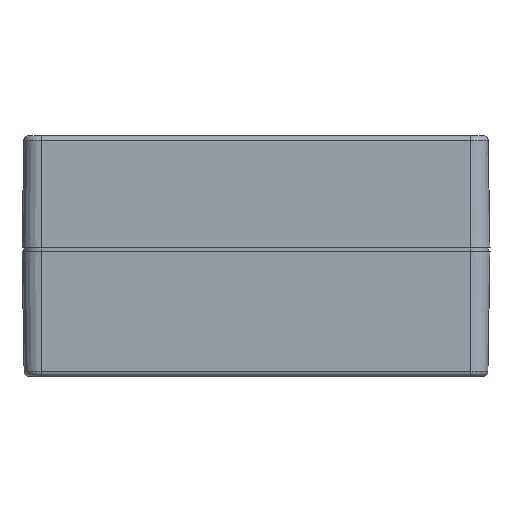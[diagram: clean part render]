
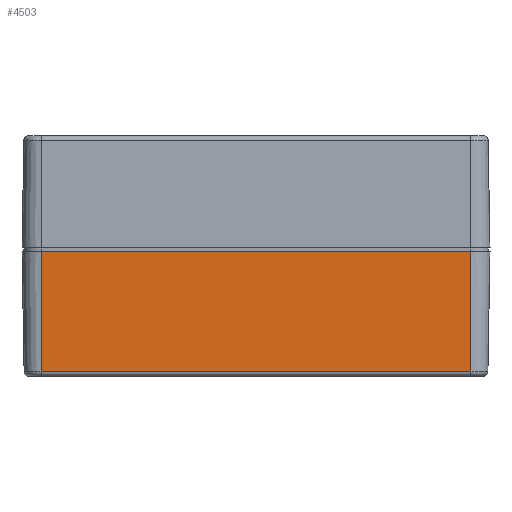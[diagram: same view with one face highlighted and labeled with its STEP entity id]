
A CAD part, front view. The second image highlights one B-rep face of the part: STEP entity #4503.
In plain terms, the highlighted planar face has unit normal (0, -1, -0.018).
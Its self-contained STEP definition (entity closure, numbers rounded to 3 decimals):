
#4244 = VERTEX_POINT ( 'NONE', #14899 ) ;
#4247 = EDGE_CURVE ( 'NONE', #4248, #4244, #14959, .T. ) ;
#4248 = VERTEX_POINT ( 'NONE', #14955 ) ;
#4260 = VERTEX_POINT ( 'NONE', #14937 ) ;
#4262 = EDGE_CURVE ( 'NONE', #4283, #4260, #14936, .T. ) ;
#4270 = EDGE_CURVE ( 'NONE', #4244, #4283, #14981, .T. ) ;
#4283 = VERTEX_POINT ( 'NONE', #14960 ) ;
#4503 = ADVANCED_FACE ( 'NONE', ( #15369 ), #15368, .T. ) ;
#4504 = EDGE_LOOP ( 'NONE', ( #4505, #4506, #4507, #4509 ) ) ;
#4505 = ORIENTED_EDGE ( 'NONE', *, *, #4270, .T. ) ;
#4506 = ORIENTED_EDGE ( 'NONE', *, *, #4262, .T. ) ;
#4507 = ORIENTED_EDGE ( 'NONE', *, *, #4508, .F. ) ;
#4508 = EDGE_CURVE ( 'NONE', #4248, #4260, #15363, .T. ) ;
#4509 = ORIENTED_EDGE ( 'NONE', *, *, #4247, .T. ) ;
#14899 = CARTESIAN_POINT ( 'NONE',  ( 2715.313, -468.173, 9.263 ) ) ;
#14933 = DIRECTION ( 'NONE',  ( 0., 0.017, -1. ) ) ;
#14934 = VECTOR ( 'NONE', #14933, 1000. ) ;
#14935 = CARTESIAN_POINT ( 'NONE',  ( 2581.313, -468.173, 9.263 ) ) ;
#14936 = LINE ( 'NONE', #14935, #14934 ) ;
#14937 = CARTESIAN_POINT ( 'NONE',  ( 2581.313, -467.518, -28.263 ) ) ;
#14955 = CARTESIAN_POINT ( 'NONE',  ( 2715.313, -467.518, -28.263 ) ) ;
#14956 = DIRECTION ( 'NONE',  ( 0., -0.017, 1. ) ) ;
#14957 = VECTOR ( 'NONE', #14956, 1000. ) ;
#14958 = CARTESIAN_POINT ( 'NONE',  ( 2715.313, -468.173, 9.263 ) ) ;
#14959 = LINE ( 'NONE', #14958, #14957 ) ;
#14960 = CARTESIAN_POINT ( 'NONE',  ( 2581.313, -468.173, 9.263 ) ) ;
#14978 = DIRECTION ( 'NONE',  ( -1., 0., 0. ) ) ;
#14979 = VECTOR ( 'NONE', #14978, 1000. ) ;
#14980 = CARTESIAN_POINT ( 'NONE',  ( 2648.313, -468.173, 9.263 ) ) ;
#14981 = LINE ( 'NONE', #14980, #14979 ) ;
#15360 = DIRECTION ( 'NONE',  ( -1., 0., 0. ) ) ;
#15361 = VECTOR ( 'NONE', #15360, 1000. ) ;
#15362 = CARTESIAN_POINT ( 'NONE',  ( 2648.313, -467.518, -28.263 ) ) ;
#15363 = LINE ( 'NONE', #15362, #15361 ) ;
#15364 = DIRECTION ( 'NONE',  ( 0., 0.017, -1. ) ) ;
#15365 = DIRECTION ( 'NONE',  ( 0., -1., -0.017 ) ) ;
#15366 = CARTESIAN_POINT ( 'NONE',  ( 2648.313, -468.173, 9.263 ) ) ;
#15367 = AXIS2_PLACEMENT_3D ( 'NONE', #15366, #15365, #15364 ) ;
#15368 = PLANE ( 'NONE',  #15367 ) ;
#15369 = FACE_OUTER_BOUND ( 'NONE', #4504, .T. ) ;
